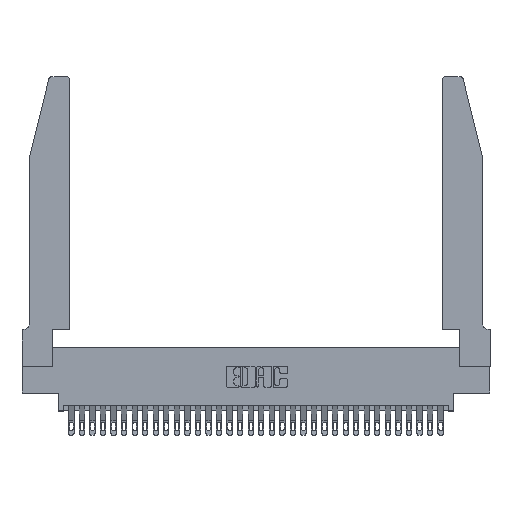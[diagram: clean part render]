
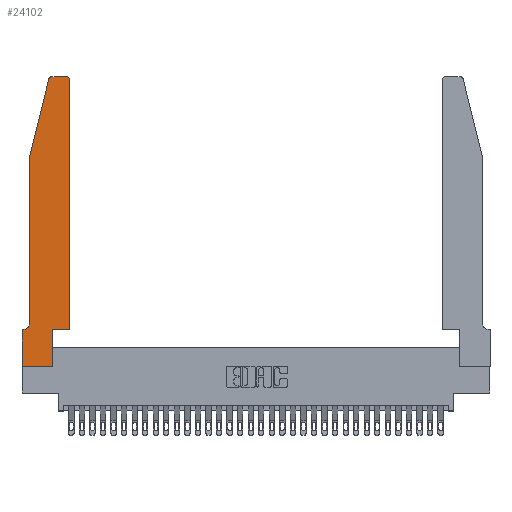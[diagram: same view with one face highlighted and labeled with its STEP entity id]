
A CAD part, top view. The second image highlights one B-rep face of the part: STEP entity #24102.
In plain terms, the highlighted planar face has unit normal (0, 0, 1).
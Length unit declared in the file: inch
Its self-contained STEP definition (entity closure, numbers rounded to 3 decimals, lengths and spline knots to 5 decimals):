
#424 = VECTOR ( 'NONE', #18046, 39.37008 ) ;
#690 = AXIS2_PLACEMENT_3D ( 'NONE', #24073, #8287, #26715 ) ;
#894 = LINE ( 'NONE', #32732, #7206 ) ;
#1027 = ORIENTED_EDGE ( 'NONE', *, *, #17963, .T. ) ;
#1168 = VECTOR ( 'NONE', #13567, 39.37008 ) ;
#1170 = CARTESIAN_POINT ( 'NONE',  ( 0., 0., 0.37 ) ) ;
#1182 = DIRECTION ( 'NONE',  ( -1., 0., 0. ) ) ;
#1416 = LINE ( 'NONE', #17864, #20942 ) ;
#2147 = EDGE_CURVE ( 'NONE', #5056, #5369, #12834, .T. ) ;
#2749 = DIRECTION ( 'NONE',  ( 0., -1., 0. ) ) ;
#3116 = ORIENTED_EDGE ( 'NONE', *, *, #25223, .T. ) ;
#3423 = EDGE_LOOP ( 'NONE', ( #14012, #16487, #3116, #3966, #11106, #32079, #19750, #1027, #9036, #30039, #10710, #24710 ) ) ;
#3966 = ORIENTED_EDGE ( 'NONE', *, *, #33770, .T. ) ;
#4752 = VERTEX_POINT ( 'NONE', #8690 ) ;
#4765 = VECTOR ( 'NONE', #17536, 39.37008 ) ;
#5056 = VERTEX_POINT ( 'NONE', #10298 ) ;
#5369 = VERTEX_POINT ( 'NONE', #29835 ) ;
#5607 = LINE ( 'NONE', #14791, #4765 ) ;
#6418 = EDGE_CURVE ( 'NONE', #14924, #31317, #14676, .T. ) ;
#7206 = VECTOR ( 'NONE', #11833, 39.37008 ) ;
#7642 = CIRCLE ( 'NONE', #25124, 0.07 ) ;
#7839 = CIRCLE ( 'NONE', #27168, 0.03 ) ;
#8287 = DIRECTION ( 'NONE',  ( 0., 0., 1. ) ) ;
#8690 = CARTESIAN_POINT ( 'NONE',  ( 0.0755, 2., 0.37 ) ) ;
#9036 = ORIENTED_EDGE ( 'NONE', *, *, #13775, .T. ) ;
#9334 = CARTESIAN_POINT ( 'NONE',  ( 0.2865, 0.35, 0.37 ) ) ;
#9350 = CARTESIAN_POINT ( 'NONE',  ( 0., 0.35, 0.37 ) ) ;
#9432 = VERTEX_POINT ( 'NONE', #17027 ) ;
#9800 = EDGE_CURVE ( 'NONE', #27772, #5056, #15398, .T. ) ;
#9812 = VECTOR ( 'NONE', #2749, 39.37008 ) ;
#9991 = CARTESIAN_POINT ( 'NONE',  ( 0.4505, 0.35, 0.37 ) ) ;
#10106 = VECTOR ( 'NONE', #27737, 39.37008 ) ;
#10298 = CARTESIAN_POINT ( 'NONE',  ( 0.284, 2.75, 0.37 ) ) ;
#10485 = CARTESIAN_POINT ( 'NONE',  ( 0.4205, 2.75, 0.37 ) ) ;
#10710 = ORIENTED_EDGE ( 'NONE', *, *, #24376, .T. ) ;
#11106 = ORIENTED_EDGE ( 'NONE', *, *, #28113, .T. ) ;
#11833 = DIRECTION ( 'NONE',  ( -0.239, -0.971, 0. ) ) ;
#11997 = EDGE_CURVE ( 'NONE', #12878, #33616, #1416, .T. ) ;
#12019 = DIRECTION ( 'NONE',  ( 0., 0., 1. ) ) ;
#12834 = CIRCLE ( 'NONE', #690, 0.03 ) ;
#12878 = VERTEX_POINT ( 'NONE', #31933 ) ;
#13351 = DIRECTION ( 'NONE',  ( 0., -1., 0. ) ) ;
#13410 = CARTESIAN_POINT ( 'NONE',  ( 0.0755, 2., 0.37 ) ) ;
#13567 = DIRECTION ( 'NONE',  ( -1., 0., 0. ) ) ;
#13775 = EDGE_CURVE ( 'NONE', #9432, #14924, #31078, .T. ) ;
#13777 = CARTESIAN_POINT ( 'NONE',  ( 0.2865, 0.35, 0.37 ) ) ;
#14012 = ORIENTED_EDGE ( 'NONE', *, *, #9800, .T. ) ;
#14492 = CARTESIAN_POINT ( 'NONE',  ( 0.4205, 2.72, 0.37 ) ) ;
#14676 = LINE ( 'NONE', #25970, #424 ) ;
#14791 = CARTESIAN_POINT ( 'NONE',  ( 0., 0., 0.37 ) ) ;
#14924 = VERTEX_POINT ( 'NONE', #13777 ) ;
#15398 = LINE ( 'NONE', #18828, #1168 ) ;
#16487 = ORIENTED_EDGE ( 'NONE', *, *, #2147, .T. ) ;
#16665 = AXIS2_PLACEMENT_3D ( 'NONE', #9350, #12019, #30400 ) ;
#17027 = CARTESIAN_POINT ( 'NONE',  ( 0.2865, 0., 0.37 ) ) ;
#17126 = DIRECTION ( 'NONE',  ( 1., 0., 0. ) ) ;
#17166 = DIRECTION ( 'NONE',  ( 0., 0., -1. ) ) ;
#17536 = DIRECTION ( 'NONE',  ( 1., 0., 0. ) ) ;
#17864 = CARTESIAN_POINT ( 'NONE',  ( 0.0755, 0.35, 0.37 ) ) ;
#17963 = EDGE_CURVE ( 'NONE', #22922, #9432, #5607, .T. ) ;
#18046 = DIRECTION ( 'NONE',  ( 1., 0., 0. ) ) ;
#18394 = CARTESIAN_POINT ( 'NONE',  ( 0.0755, 0.42, 0.37 ) ) ;
#18625 = CARTESIAN_POINT ( 'NONE',  ( 0., 0., 0.37 ) ) ;
#18828 = CARTESIAN_POINT ( 'NONE',  ( 0.2605, 2.75, 0.37 ) ) ;
#19750 = ORIENTED_EDGE ( 'NONE', *, *, #21297, .T. ) ;
#20491 = DIRECTION ( 'NONE',  ( -1., 0., 0. ) ) ;
#20942 = VECTOR ( 'NONE', #20491, 39.37008 ) ;
#21164 = VERTEX_POINT ( 'NONE', #28609 ) ;
#21297 = EDGE_CURVE ( 'NONE', #33616, #22922, #28470, .T. ) ;
#21562 = EDGE_CURVE ( 'NONE', #21164, #27772, #7839, .T. ) ;
#22922 = VERTEX_POINT ( 'NONE', #1170 ) ;
#23228 = VERTEX_POINT ( 'NONE', #18394 ) ;
#23816 = LINE ( 'NONE', #13410, #9812 ) ;
#24073 = CARTESIAN_POINT ( 'NONE',  ( 0.284, 2.72, 0.37 ) ) ;
#24102 = ADVANCED_FACE ( 'NONE', ( #27929 ), #32925, .T. ) ;
#24376 = EDGE_CURVE ( 'NONE', #31317, #21164, #33651, .T. ) ;
#24710 = ORIENTED_EDGE ( 'NONE', *, *, #21562, .T. ) ;
#25124 = AXIS2_PLACEMENT_3D ( 'NONE', #32883, #17166, #1182 ) ;
#25223 = EDGE_CURVE ( 'NONE', #5369, #4752, #894, .T. ) ;
#25970 = CARTESIAN_POINT ( 'NONE',  ( 0.4505, 0.35, 0.37 ) ) ;
#26158 = CARTESIAN_POINT ( 'NONE',  ( 0., 0.35, 0.37 ) ) ;
#26715 = DIRECTION ( 'NONE',  ( 1., 0., 0. ) ) ;
#27168 = AXIS2_PLACEMENT_3D ( 'NONE', #14492, #32839, #17126 ) ;
#27655 = VECTOR ( 'NONE', #13351, 39.37008 ) ;
#27737 = DIRECTION ( 'NONE',  ( 0., 1., 0. ) ) ;
#27772 = VERTEX_POINT ( 'NONE', #10485 ) ;
#27929 = FACE_OUTER_BOUND ( 'NONE', #3423, .T. ) ;
#28113 = EDGE_CURVE ( 'NONE', #23228, #12878, #7642, .T. ) ;
#28470 = LINE ( 'NONE', #18625, #27655 ) ;
#28609 = CARTESIAN_POINT ( 'NONE',  ( 0.4505, 2.72, 0.37 ) ) ;
#29835 = CARTESIAN_POINT ( 'NONE',  ( 0.25487, 2.72718, 0.37 ) ) ;
#30039 = ORIENTED_EDGE ( 'NONE', *, *, #6418, .T. ) ;
#30400 = DIRECTION ( 'NONE',  ( 1., 0., 0. ) ) ;
#31078 = LINE ( 'NONE', #9334, #10106 ) ;
#31317 = VERTEX_POINT ( 'NONE', #9991 ) ;
#31515 = DIRECTION ( 'NONE',  ( 0., 1., 0. ) ) ;
#31933 = CARTESIAN_POINT ( 'NONE',  ( 0.0055, 0.35, 0.37 ) ) ;
#32079 = ORIENTED_EDGE ( 'NONE', *, *, #11997, .T. ) ;
#32732 = CARTESIAN_POINT ( 'NONE',  ( 0.0755, 2., 0.37 ) ) ;
#32830 = VECTOR ( 'NONE', #31515, 39.37008 ) ;
#32839 = DIRECTION ( 'NONE',  ( 0., 0., 1. ) ) ;
#32883 = CARTESIAN_POINT ( 'NONE',  ( 0.0055, 0.42, 0.37 ) ) ;
#32925 = PLANE ( 'NONE',  #16665 ) ;
#33616 = VERTEX_POINT ( 'NONE', #26158 ) ;
#33651 = LINE ( 'NONE', #34166, #32830 ) ;
#33770 = EDGE_CURVE ( 'NONE', #4752, #23228, #23816, .T. ) ;
#34166 = CARTESIAN_POINT ( 'NONE',  ( 0.4505, 0.35, 0.37 ) ) ;
